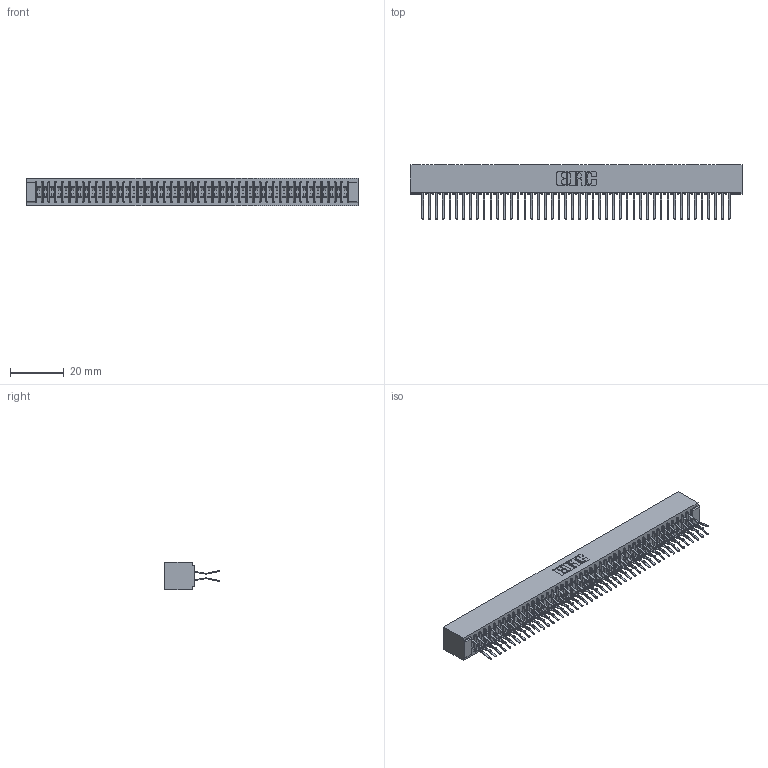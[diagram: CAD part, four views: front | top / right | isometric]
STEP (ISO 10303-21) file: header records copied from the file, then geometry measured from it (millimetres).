
FILE_DESCRIPTION (( 'STEP AP203' ), '1' );
FILE_NAME ('391-092-560-201.STEP', '2018-08-09T18:00:20', ( '' ), ( '' ), 'SwSTEP 2.0', 'SolidWorks 2016', '' );
FILE_SCHEMA (( 'CONFIG_CONTROL_DESIGN' ));
Length unit declared in the file: inch
Products named in the file (3): 341-292-001_341-292-160; 391-092-560-201; 341 Part_No Mounting Lugs
Assembly tree (93 placements, depth 2):
  391-092-560-201
    341 Part_No Mounting Lugs
    341-292-001_341-292-160  x92
Bounding box: 123.83 x 20.37 x 10.16 mm (x, y, z)
Volume: 9474.6 mm3; surface area: 18288.1 mm2
Topology: 93 solids, 93 shells, 6548 faces, 19014 edges, 12334 vertices
Faces by surface type: plane 3744, cylinder 2620, sphere 94, torus 90
Entity records: 54999 total; most frequent: CARTESIAN_POINT 9142, ORIENTED_EDGE 9084, DIRECTION 8872, EDGE_CURVE 4542, VECTOR 3672, LINE 3672, VERTEX_POINT 2870, AXIS2_PLACEMENT_3D 2600
